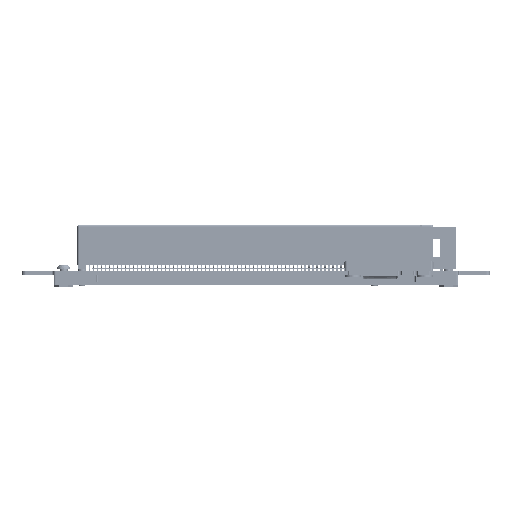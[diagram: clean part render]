
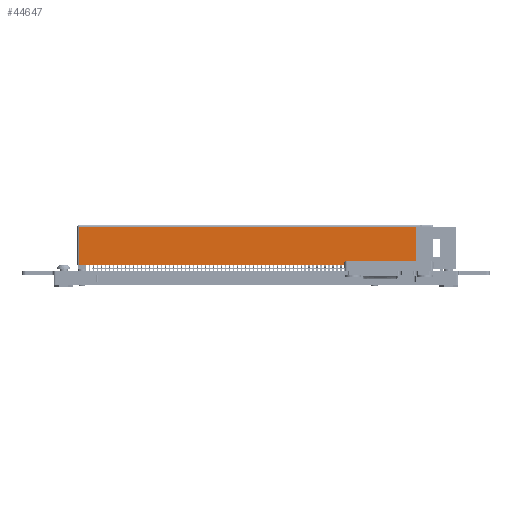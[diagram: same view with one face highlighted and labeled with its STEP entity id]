
A CAD part, front view. The second image highlights one B-rep face of the part: STEP entity #44647.
In plain terms, the highlighted face is planar.
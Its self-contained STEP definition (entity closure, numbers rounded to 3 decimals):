
#26269 = EDGE_CURVE('',#26270,#26272,#26274,.T.);
#26270 = VERTEX_POINT('',#26271);
#26271 = CARTESIAN_POINT('',(-3.7,0.,88.5));
#26272 = VERTEX_POINT('',#26273);
#26273 = CARTESIAN_POINT('',(-3.7,0.,0.5));
#26274 = LINE('',#26275,#26276);
#26275 = CARTESIAN_POINT('',(-3.7,0.,89.));
#26276 = VECTOR('',#26277,1.);
#26277 = DIRECTION('',(0.,0.,-1.));
#44647 = ADVANCED_FACE('',(#44648),#44705,.F.);
#44648 = FACE_BOUND('',#44649,.T.);
#44649 = EDGE_LOOP('',(#44650,#44651,#44659,#44667,#44675,#44683,#44691,
    #44699));
#44650 = ORIENTED_EDGE('',*,*,#26269,.F.);
#44651 = ORIENTED_EDGE('',*,*,#44652,.T.);
#44652 = EDGE_CURVE('',#26270,#44653,#44655,.T.);
#44653 = VERTEX_POINT('',#44654);
#44654 = CARTESIAN_POINT('',(-3.7,9.5,88.5));
#44655 = LINE('',#44656,#44657);
#44656 = CARTESIAN_POINT('',(-3.7,10.,88.5));
#44657 = VECTOR('',#44658,1.);
#44658 = DIRECTION('',(0.,1.,0.));
#44659 = ORIENTED_EDGE('',*,*,#44660,.T.);
#44660 = EDGE_CURVE('',#44653,#44661,#44663,.T.);
#44661 = VERTEX_POINT('',#44662);
#44662 = CARTESIAN_POINT('',(-3.7,9.5,86.3));
#44663 = LINE('',#44664,#44665);
#44664 = CARTESIAN_POINT('',(-3.7,9.5,89.));
#44665 = VECTOR('',#44666,1.);
#44666 = DIRECTION('',(0.,0.,-1.));
#44667 = ORIENTED_EDGE('',*,*,#44668,.F.);
#44668 = EDGE_CURVE('',#44669,#44661,#44671,.T.);
#44669 = VERTEX_POINT('',#44670);
#44670 = CARTESIAN_POINT('',(-3.7,5.25,86.3));
#44671 = LINE('',#44672,#44673);
#44672 = CARTESIAN_POINT('',(-3.7,4.469,86.3));
#44673 = VECTOR('',#44674,1.);
#44674 = DIRECTION('',(0.,1.,0.));
#44675 = ORIENTED_EDGE('',*,*,#44676,.T.);
#44676 = EDGE_CURVE('',#44669,#44677,#44679,.T.);
#44677 = VERTEX_POINT('',#44678);
#44678 = CARTESIAN_POINT('',(-3.7,5.25,85.7));
#44679 = LINE('',#44680,#44681);
#44680 = CARTESIAN_POINT('',(-3.7,5.25,85.7));
#44681 = VECTOR('',#44682,1.);
#44682 = DIRECTION('',(0.,0.,-1.));
#44683 = ORIENTED_EDGE('',*,*,#44684,.T.);
#44684 = EDGE_CURVE('',#44677,#44685,#44687,.T.);
#44685 = VERTEX_POINT('',#44686);
#44686 = CARTESIAN_POINT('',(-3.7,9.5,85.7));
#44687 = LINE('',#44688,#44689);
#44688 = CARTESIAN_POINT('',(-3.7,4.469,85.7));
#44689 = VECTOR('',#44690,1.);
#44690 = DIRECTION('',(0.,1.,0.));
#44691 = ORIENTED_EDGE('',*,*,#44692,.T.);
#44692 = EDGE_CURVE('',#44685,#44693,#44695,.T.);
#44693 = VERTEX_POINT('',#44694);
#44694 = CARTESIAN_POINT('',(-3.7,9.5,0.5));
#44695 = LINE('',#44696,#44697);
#44696 = CARTESIAN_POINT('',(-3.7,9.5,89.));
#44697 = VECTOR('',#44698,1.);
#44698 = DIRECTION('',(0.,0.,-1.));
#44699 = ORIENTED_EDGE('',*,*,#44700,.T.);
#44700 = EDGE_CURVE('',#44693,#26272,#44701,.T.);
#44701 = LINE('',#44702,#44703);
#44702 = CARTESIAN_POINT('',(-3.7,10.,0.5));
#44703 = VECTOR('',#44704,1.);
#44704 = DIRECTION('',(0.,-1.,0.));
#44705 = PLANE('',#44706);
#44706 = AXIS2_PLACEMENT_3D('',#44707,#44708,#44709);
#44707 = CARTESIAN_POINT('',(-3.7,10.,89.));
#44708 = DIRECTION('',(1.,0.,0.));
#44709 = DIRECTION('',(0.,1.,0.));
